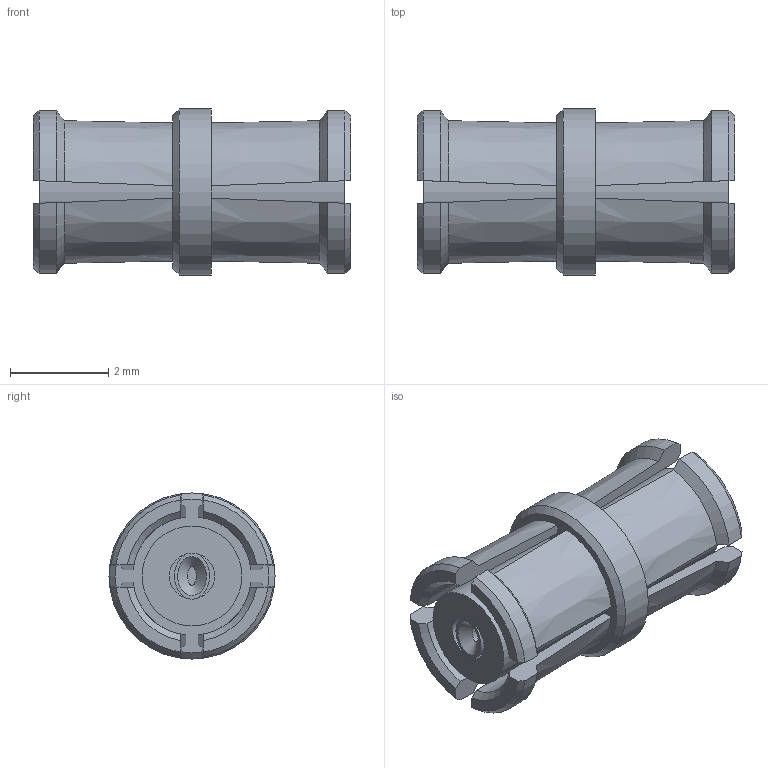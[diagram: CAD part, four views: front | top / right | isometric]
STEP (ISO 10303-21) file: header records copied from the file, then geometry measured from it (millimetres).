
FILE_DESCRIPTION (( 'STEP AP203' ), '1' );
FILE_NAME ('SM2609_3D.step', '2020-10-14T15:05:54', ( '' ), ( '' ), 'SwSTEP 2.0', 'SolidWorks 2018', '' );
FILE_SCHEMA (( 'CONFIG_CONTROL_DESIGN' ));
Length unit declared in the file: inch
Products named in the file (1): SM2609_3D
Bounding box: 6.45 x 3.38 x 3.38 mm (x, y, z)
Volume: 34.8 mm3; surface area: 166.4 mm2
Topology: 1 solids, 1 shells, 100 faces, 243 edges, 159 vertices
Faces by surface type: plane 36, cone 33, cylinder 23, bspline 8
Full cylindrical faces by diameter (mm): 2.032 x2, 3.378 x1
Entity records: 3645 total; most frequent: CARTESIAN_POINT 1487, ORIENTED_EDGE 466, DIRECTION 392, EDGE_CURVE 233, AXIS2_PLACEMENT_3D 176, VERTEX_POINT 157, EDGE_LOOP 122, FACE_OUTER_BOUND 107
